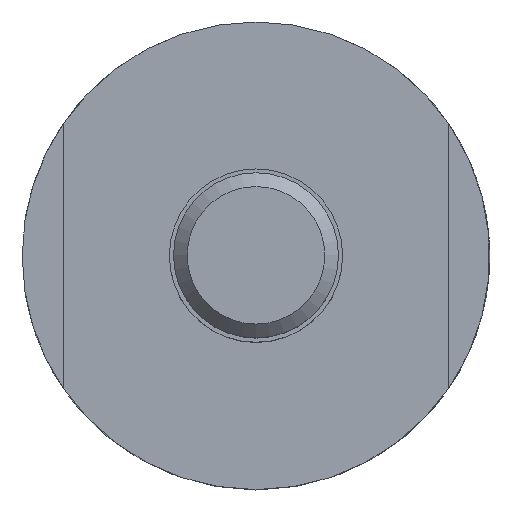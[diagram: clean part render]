
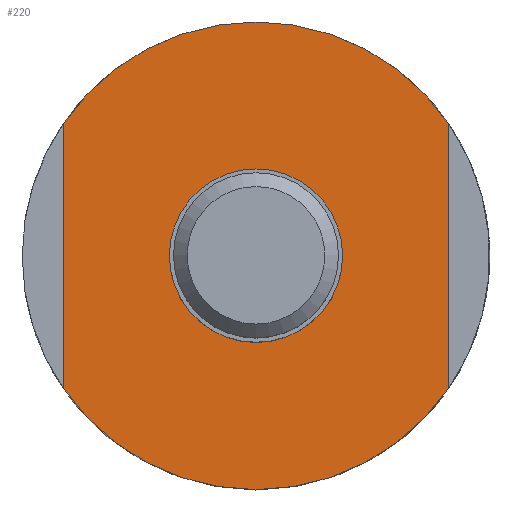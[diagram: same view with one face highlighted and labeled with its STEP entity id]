
A CAD part, top view. The second image highlights one B-rep face of the part: STEP entity #220.
In plain terms, the highlighted planar face has unit normal (0, 0, 1).
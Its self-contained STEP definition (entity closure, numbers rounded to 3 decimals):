
#16=FACE_BOUND('',#65,.T.);
#28=CIRCLE('',#254,8.5);
#29=CIRCLE('',#255,8.5);
#34=CIRCLE('',#265,3.15);
#48=FACE_OUTER_BOUND('',#64,.T.);
#64=EDGE_LOOP('',(#185,#186,#187,#188));
#65=EDGE_LOOP('',(#189));
#71=LINE('',#352,#85);
#75=LINE('',#365,#89);
#85=VECTOR('',#278,10.);
#89=VECTOR('',#290,10.);
#99=VERTEX_POINT('',#350);
#100=VERTEX_POINT('',#351);
#104=VERTEX_POINT('',#363);
#105=VERTEX_POINT('',#364);
#113=VERTEX_POINT('',#394);
#117=EDGE_CURVE('',#99,#100,#71,.T.);
#123=EDGE_CURVE('',#104,#105,#75,.T.);
#130=EDGE_CURVE('',#99,#105,#28,.T.);
#131=EDGE_CURVE('',#104,#100,#29,.T.);
#139=EDGE_CURVE('',#113,#113,#34,.T.);
#185=ORIENTED_EDGE('',*,*,#117,.T.);
#186=ORIENTED_EDGE('',*,*,#131,.F.);
#187=ORIENTED_EDGE('',*,*,#123,.T.);
#188=ORIENTED_EDGE('',*,*,#130,.F.);
#189=ORIENTED_EDGE('',*,*,#139,.F.);
#207=PLANE('',#266);
#220=ADVANCED_FACE('',(#48,#16),#207,.T.);
#254=AXIS2_PLACEMENT_3D('',#377,#303,#304);
#255=AXIS2_PLACEMENT_3D('',#378,#305,#306);
#265=AXIS2_PLACEMENT_3D('',#396,#328,#329);
#266=AXIS2_PLACEMENT_3D('',#397,#330,#331);
#278=DIRECTION('',(0.,-1.,0.));
#290=DIRECTION('',(0.,1.,0.));
#303=DIRECTION('center_axis',(0.,0.,-1.));
#304=DIRECTION('ref_axis',(1.,0.,0.));
#305=DIRECTION('center_axis',(0.,0.,-1.));
#306=DIRECTION('ref_axis',(1.,0.,0.));
#328=DIRECTION('center_axis',(0.,0.,1.));
#329=DIRECTION('ref_axis',(-1.,0.,0.));
#330=DIRECTION('center_axis',(0.,0.,1.));
#331=DIRECTION('ref_axis',(1.,0.,0.));
#350=CARTESIAN_POINT('',(-7.,4.822,17.));
#351=CARTESIAN_POINT('',(-7.,-4.822,17.));
#352=CARTESIAN_POINT('',(-7.,2.411,17.));
#363=CARTESIAN_POINT('',(7.,-4.822,17.));
#364=CARTESIAN_POINT('',(7.,4.822,17.));
#365=CARTESIAN_POINT('',(7.,-2.411,17.));
#377=CARTESIAN_POINT('Origin',(0.,0.,17.));
#378=CARTESIAN_POINT('Origin',(0.,0.,17.));
#394=CARTESIAN_POINT('',(3.15,0.,17.));
#396=CARTESIAN_POINT('Origin',(0.,0.,17.));
#397=CARTESIAN_POINT('Origin',(0.,0.,17.));
